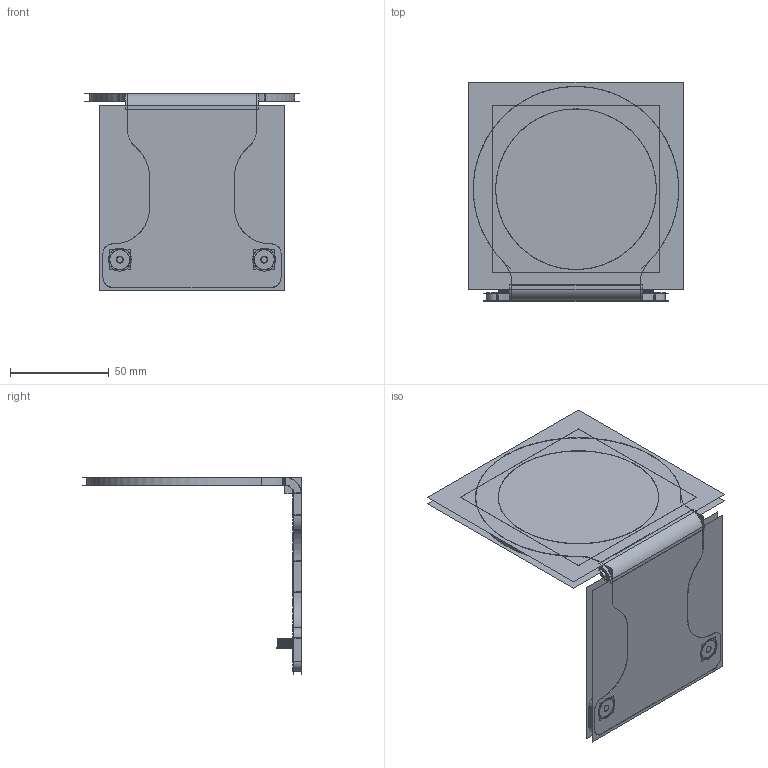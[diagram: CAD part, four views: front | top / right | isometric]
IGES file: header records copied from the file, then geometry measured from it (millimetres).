
Start section:  PTC IGES file: 209432.igs
Global section: file name: 209432.igs; native system: Creo Parametric by PTC Inc.; preprocessor: 2018300; author: pdmadmin; organization: Unknown; date: 20190118.105417; units: millimetre
Bounding box: 108.17 x 110.76 x 100.02 mm (x, y, z)
Volume: 59781.8 mm3; surface area: 194530.3 mm2
Topology: 4 solids, 4 shells, 372 faces, 2504 edges, 3602 vertices
Faces by surface type: revolution 290, bspline 82
